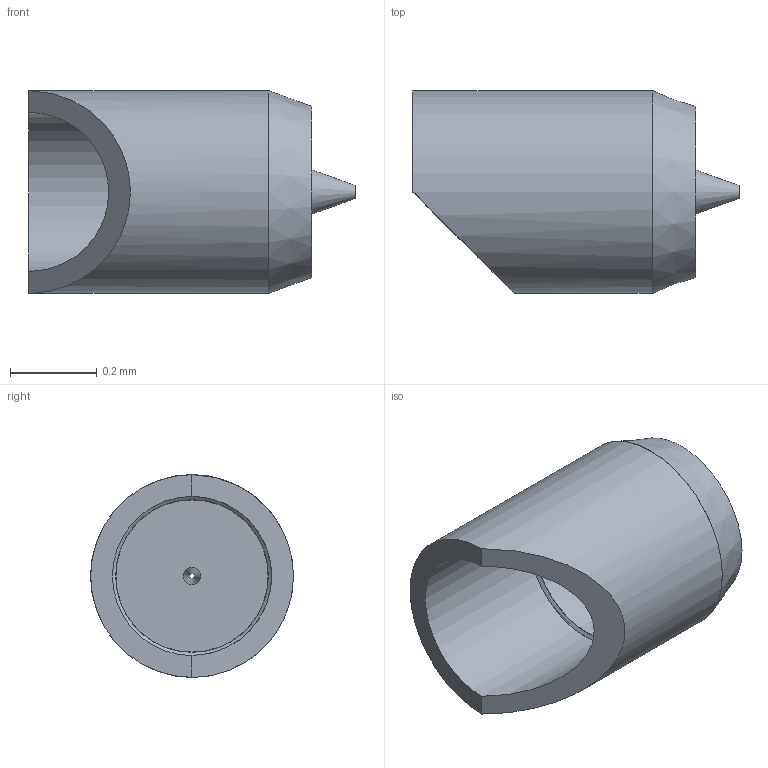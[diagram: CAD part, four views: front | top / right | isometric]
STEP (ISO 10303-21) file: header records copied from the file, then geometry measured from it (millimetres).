
FILE_DESCRIPTION(/* description */ (''),/* implementation_level */ '2;1');
FILE_NAME(/* name */ 'MV_X4_10_200_10_20_31.stp',/* time_stamp */ '2020-12-11T11:34:30+01:00',/* author */ ('vakilim'),/* organization */ (''),/* preprocessor_version */ 'ST-DEVELOPER v17',/* originating_system */ 'Autodesk Inventor 2018',/* authorisation */ '');
FILE_SCHEMA (('AUTOMOTIVE_DESIGN { 1 0 10303 214 3 1 1 }'));
Length unit declared in the file: millimetre
Products named in the file (1): MV_X4_10_200_10_20_31
Bounding box: 0.75 x 0.47 x 0.47 mm (x, y, z)
Volume: 0 mm3; surface area: 1.8 mm2
Topology: 1 solids, 1 shells, 19 faces, 53 edges, 38 vertices
Faces by surface type: cone 9, plane 6, cylinder 4
Full cylindrical faces by diameter (mm): 0.366 x3, 0.466 x1
Entity records: 692 total; most frequent: DIRECTION 131, CARTESIAN_POINT 111, ORIENTED_EDGE 106, AXIS2_PLACEMENT_3D 58, EDGE_CURVE 53, VERTEX_POINT 38, CIRCLE 35, EDGE_LOOP 23
